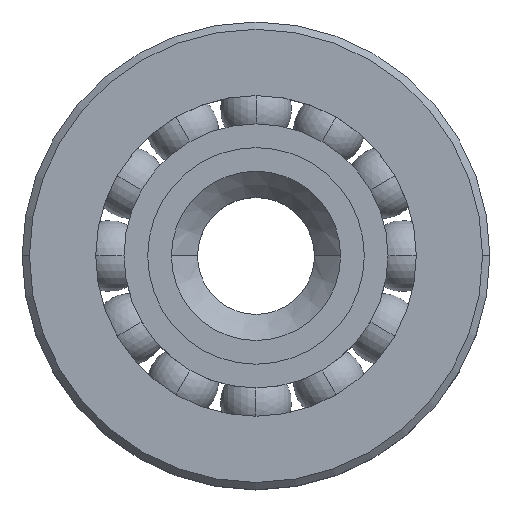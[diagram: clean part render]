
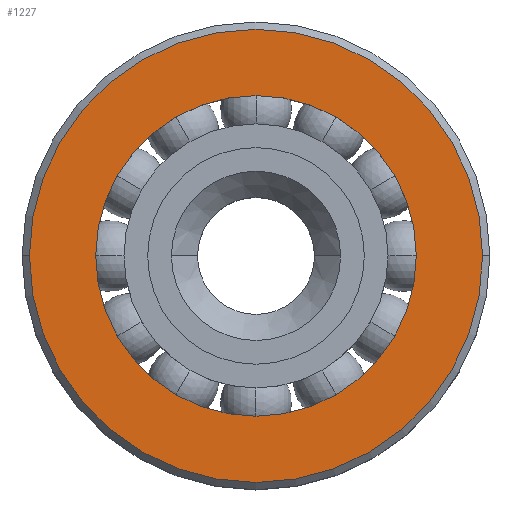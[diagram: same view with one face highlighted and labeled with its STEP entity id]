
A CAD part, top view. The second image highlights one B-rep face of the part: STEP entity #1227.
In plain terms, the highlighted planar face has unit normal (0, 0, 1).
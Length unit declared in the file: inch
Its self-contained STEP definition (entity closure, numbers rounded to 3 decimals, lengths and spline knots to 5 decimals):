
#30 = CARTESIAN_POINT ( 'NONE',  ( -0.34272, 0., 0.15625 ) ) ;
#40 = DIRECTION ( 'NONE',  ( 1., 0., 0. ) ) ;
#41 = DIRECTION ( 'NONE',  ( 0., 0., 1. ) ) ;
#42 = CARTESIAN_POINT ( 'NONE',  ( 0., 0., 0.15625 ) ) ;
#43 = AXIS2_PLACEMENT_3D ( 'NONE', #42, #41, #40 ) ;
#66 = CIRCLE ( 'NONE', #43, 0.48438 ) ;
#148 = CARTESIAN_POINT ( 'NONE',  ( 0.34272, 0., 0.15625 ) ) ;
#149 = DIRECTION ( 'NONE',  ( 1., 0., 0. ) ) ;
#150 = DIRECTION ( 'NONE',  ( 0., 0., 1. ) ) ;
#151 = AXIS2_PLACEMENT_3D ( 'NONE', #157, #150, #149 ) ;
#152 = CIRCLE ( 'NONE', #151, 0.34272 ) ;
#157 = CARTESIAN_POINT ( 'NONE',  ( 0., 0., 0.15625 ) ) ;
#320 = CARTESIAN_POINT ( 'NONE',  ( 0., 0.48438, 0.15625 ) ) ;
#321 = AXIS2_PLACEMENT_3D ( 'NONE', #320, #394, #393 ) ;
#322 = PLANE ( 'NONE',  #321 ) ;
#323 = FACE_OUTER_BOUND ( 'NONE', #961, .T. ) ;
#324 = FACE_BOUND ( 'NONE', #1228, .T. ) ;
#325 = DIRECTION ( 'NONE',  ( 1., 0., 0. ) ) ;
#326 = DIRECTION ( 'NONE',  ( 0., 0., 1. ) ) ;
#327 = CARTESIAN_POINT ( 'NONE',  ( 0., 0., 0.15625 ) ) ;
#328 = AXIS2_PLACEMENT_3D ( 'NONE', #327, #326, #325 ) ;
#329 = CIRCLE ( 'NONE', #328, 0.34272 ) ;
#393 = DIRECTION ( 'NONE',  ( -1., 0., 0. ) ) ;
#394 = DIRECTION ( 'NONE',  ( 0., 0., -1. ) ) ;
#960 = ORIENTED_EDGE ( 'NONE', *, *, #1028, .F. ) ;
#961 = EDGE_LOOP ( 'NONE', ( #962, #963 ) ) ;
#962 = ORIENTED_EDGE ( 'NONE', *, *, #1059, .T. ) ;
#963 = ORIENTED_EDGE ( 'NONE', *, *, #991, .T. ) ;
#991 = EDGE_CURVE ( 'NONE', #992, #993, #1448, .T. ) ;
#992 = VERTEX_POINT ( 'NONE', #1444 ) ;
#993 = VERTEX_POINT ( 'NONE', #1443 ) ;
#1007 = VERTEX_POINT ( 'NONE', #30 ) ;
#1028 = EDGE_CURVE ( 'NONE', #1007, #1029, #152, .T. ) ;
#1029 = VERTEX_POINT ( 'NONE', #148 ) ;
#1059 = EDGE_CURVE ( 'NONE', #993, #992, #66, .T. ) ;
#1226 = EDGE_CURVE ( 'NONE', #1029, #1007, #329, .T. ) ;
#1227 = ADVANCED_FACE ( 'NONE', ( #324, #323 ), #322, .F. ) ;
#1228 = EDGE_LOOP ( 'NONE', ( #1229, #960 ) ) ;
#1229 = ORIENTED_EDGE ( 'NONE', *, *, #1226, .F. ) ;
#1443 = CARTESIAN_POINT ( 'NONE',  ( -0.48438, 0., 0.15625 ) ) ;
#1444 = CARTESIAN_POINT ( 'NONE',  ( 0.48438, 0., 0.15625 ) ) ;
#1445 = DIRECTION ( 'NONE',  ( 1., 0., 0. ) ) ;
#1446 = DIRECTION ( 'NONE',  ( 0., 0., 1. ) ) ;
#1447 = AXIS2_PLACEMENT_3D ( 'NONE', #1488, #1446, #1445 ) ;
#1448 = CIRCLE ( 'NONE', #1447, 0.48438 ) ;
#1488 = CARTESIAN_POINT ( 'NONE',  ( 0., 0., 0.15625 ) ) ;
